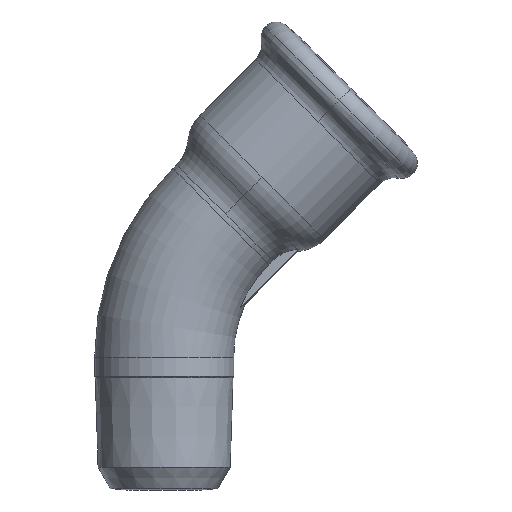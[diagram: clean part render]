
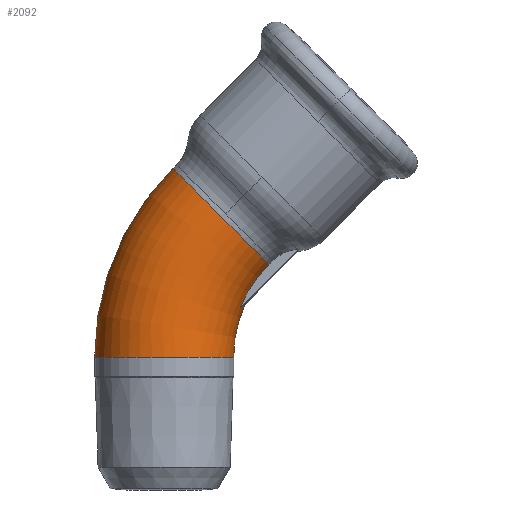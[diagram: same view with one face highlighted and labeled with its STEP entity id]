
A CAD part, front view. The second image highlights one B-rep face of the part: STEP entity #2092.
In plain terms, the highlighted toroidal (fillet/blend) face has major radius 19.314 mm and minor radius 6.8 mm.
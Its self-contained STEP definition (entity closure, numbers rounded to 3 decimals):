
#1832=CARTESIAN_POINT('',(-6.8,0.,-8.));
#1833=VERTEX_POINT('',#1832);
#1849=CARTESIAN_POINT('',(6.8,0.,-8.));
#1850=VERTEX_POINT('',#1849);
#1876=CARTESIAN_POINT('',(0.,-6.8,-8.));
#1877=VERTEX_POINT('',#1876);
#1878=CARTESIAN_POINT('',(0.,0.,-8.));
#1879=DIRECTION('',(0.0,0.0,-1.0));
#1880=DIRECTION('',(-1.0,0.0,0.0));
#1881=AXIS2_PLACEMENT_3D('',#1878,#1879,#1880);
#1882=CIRCLE('',#1881,6.8);
#1883=EDGE_CURVE('',#1850,#1877,#1882,.T.);
#1885=CARTESIAN_POINT('',(0.,0.,-8.));
#1886=DIRECTION('',(0.0,0.0,-1.0));
#1887=DIRECTION('',(-1.0,0.0,0.0));
#1888=AXIS2_PLACEMENT_3D('',#1885,#1886,#1887);
#1889=CIRCLE('',#1888,6.8);
#1890=EDGE_CURVE('',#1877,#1833,#1889,.T.);
#1902=CARTESIAN_POINT('',(0.849,0.,10.465));
#1903=VERTEX_POINT('',#1902);
#1951=CARTESIAN_POINT('',(19.314,0.,-8.));
#1952=DIRECTION('',(0.0,-1.0,0.0));
#1953=DIRECTION('',(0.0,0.0,-1.0));
#1954=AXIS2_PLACEMENT_3D('',#1951,#1952,#1953);
#1955=CIRCLE('',#1954,26.114);
#1956=EDGE_CURVE('',#1903,#1833,#1955,.T.);
#1968=CARTESIAN_POINT('',(7.918,0.,-2.83));
#1969=VERTEX_POINT('',#1968);
#1985=CARTESIAN_POINT('',(19.314,0.,-8.));
#1986=DIRECTION('',(0.0,1.0,0.0));
#1987=DIRECTION('',(0.0,0.0,-1.0));
#1988=AXIS2_PLACEMENT_3D('',#1985,#1986,#1987);
#1989=CIRCLE('',#1988,12.514);
#1990=EDGE_CURVE('',#1850,#1969,#1989,.T.);
#2048=CARTESIAN_POINT('',(19.314,0.,-8.));
#2049=DIRECTION('',(0.0,-1.0,0.0));
#2050=DIRECTION('',(0.0,0.0,-1.0));
#2051=AXIS2_PLACEMENT_3D('',#2048,#2049,#2050);
#2052=TOROIDAL_SURFACE('',#2051,19.314,6.8);
#2053=ORIENTED_EDGE('',*,*,#1956,.T.);
#2054=ORIENTED_EDGE('',*,*,#1890,.F.);
#2055=ORIENTED_EDGE('',*,*,#1883,.F.);
#2056=ORIENTED_EDGE('',*,*,#1990,.T.);
#2057=CARTESIAN_POINT('',(7.454,-2.0,-3.145));
#2058=VERTEX_POINT('',#2057);
#2059=CARTESIAN_POINT('',(7.918,0.,-2.83));
#2060=CARTESIAN_POINT('',(7.927,-0.145,-2.81));
#2061=CARTESIAN_POINT('',(7.927,-0.306,-2.799));
#2062=CARTESIAN_POINT('',(7.902,-0.626,-2.799));
#2063=CARTESIAN_POINT('',(7.878,-0.785,-2.812));
#2064=CARTESIAN_POINT('',(7.811,-1.097,-2.856));
#2065=CARTESIAN_POINT('',(7.759,-1.277,-2.895));
#2066=CARTESIAN_POINT('',(7.633,-1.623,-2.995));
#2067=CARTESIAN_POINT('',(7.559,-1.79,-3.056));
#2068=CARTESIAN_POINT('',(7.476,-1.958,-3.127));
#2069=CARTESIAN_POINT('',(7.465,-1.979,-3.136));
#2070=CARTESIAN_POINT('',(7.454,-2.0,-3.145));
#2071=B_SPLINE_CURVE_WITH_KNOTS('',3,(#2059,#2060,#2061,#2062,#2063,#2064,#2065,#2066,#2067,#2068,#2069,#2070),.UNSPECIFIED.,.F.,.U.,(4,2,2,2,2,4),(23.894,24.335,24.776,25.3,25.824,25.901),.UNSPECIFIED.);
#2072=EDGE_CURVE('',#1969,#2058,#2071,.T.);
#2073=ORIENTED_EDGE('',*,*,#2072,.T.);
#2074=CARTESIAN_POINT('',(10.253,-2.0,1.061));
#2075=VERTEX_POINT('',#2074);
#2076=CARTESIAN_POINT('',(19.314,-2.0,-8.));
#2077=DIRECTION('',(0.0,1.0,0.0));
#2078=DIRECTION('',(-0.707,0.0,0.707));
#2079=AXIS2_PLACEMENT_3D('',#2076,#2077,#2078);
#2080=CIRCLE('',#2079,12.814);
#2081=EDGE_CURVE('',#2058,#2075,#2080,.T.);
#2082=ORIENTED_EDGE('',*,*,#2081,.T.);
#2083=CARTESIAN_POINT('',(5.657,0.,5.657));
#2084=DIRECTION('',(-0.707,0.,-0.707));
#2085=DIRECTION('',(-0.707,0.,0.707));
#2086=AXIS2_PLACEMENT_3D('',#2083,#2084,#2085);
#2087=CIRCLE('',#2086,6.8);
#2088=EDGE_CURVE('',#2075,#1903,#2087,.T.);
#2089=ORIENTED_EDGE('',*,*,#2088,.T.);
#2090=EDGE_LOOP('',(#2053,#2054,#2055,#2056,#2073,#2082,#2089));
#2091=FACE_OUTER_BOUND('',#2090,.T.);
#2092=ADVANCED_FACE('',(#2091),#2052,.T.);
